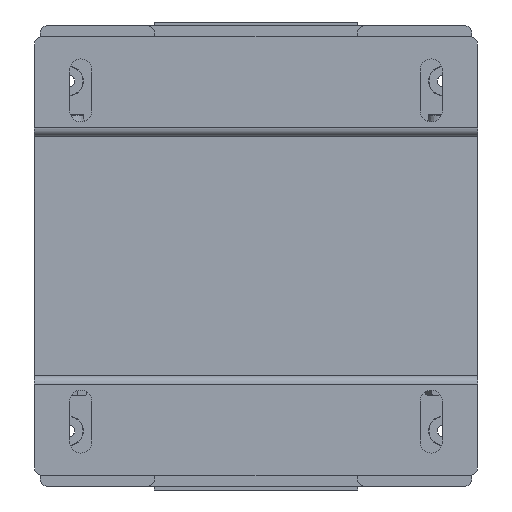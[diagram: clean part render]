
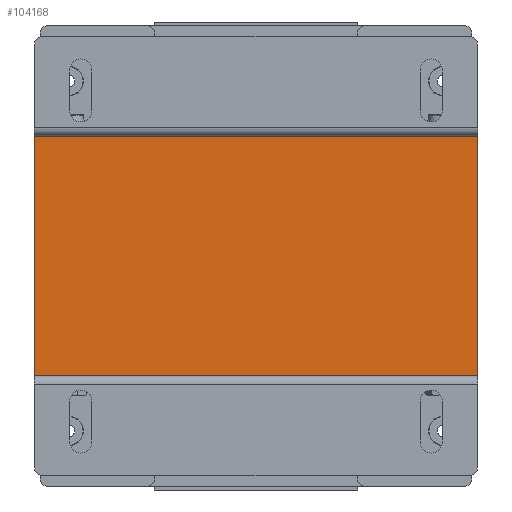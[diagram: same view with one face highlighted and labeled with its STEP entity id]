
A CAD part, front view. The second image highlights one B-rep face of the part: STEP entity #104168.
In plain terms, the highlighted planar face has unit normal (0, -1, 0).
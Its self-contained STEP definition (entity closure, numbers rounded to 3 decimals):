
#2804 = CARTESIAN_POINT ( 'NONE',  ( -129.79, -42.814, 127.652 ) ) ;
#3924 = AXIS2_PLACEMENT_3D ( 'NONE', #152354, #116494, #20984 ) ;
#13506 = EDGE_CURVE ( 'NONE', #15781, #139073, #148486, .T. ) ;
#15781 = VERTEX_POINT ( 'NONE', #96598 ) ;
#20984 = DIRECTION ( 'NONE',  ( -1., 0., 0. ) ) ;
#21472 = CARTESIAN_POINT ( 'NONE',  ( -249.79, -42.814, 62.882 ) ) ;
#29029 = FACE_OUTER_BOUND ( 'NONE', #91214, .T. ) ;
#29577 = ORIENTED_EDGE ( 'NONE', *, *, #33654, .T. ) ;
#33654 = EDGE_CURVE ( 'NONE', #111199, #139073, #69723, .T. ) ;
#42080 = LINE ( 'NONE', #100980, #61451 ) ;
#42414 = EDGE_CURVE ( 'NONE', #69712, #15781, #122297, .T. ) ;
#50977 = ORIENTED_EDGE ( 'NONE', *, *, #42414, .F. ) ;
#51717 = CARTESIAN_POINT ( 'NONE',  ( -249.79, -42.814, 127.652 ) ) ;
#61451 = VECTOR ( 'NONE', #140795, 1000. ) ;
#69712 = VERTEX_POINT ( 'NONE', #51717 ) ;
#69723 = LINE ( 'NONE', #132633, #150078 ) ;
#74400 = CARTESIAN_POINT ( 'NONE',  ( -129.79, -42.814, 127.652 ) ) ;
#77967 = VECTOR ( 'NONE', #87913, 1000. ) ;
#84060 = EDGE_CURVE ( 'NONE', #69712, #111199, #42080, .T. ) ;
#87913 = DIRECTION ( 'NONE',  ( 0., 0., -1. ) ) ;
#91214 = EDGE_LOOP ( 'NONE', ( #29577, #98820, #50977, #125072 ) ) ;
#94096 = CARTESIAN_POINT ( 'NONE',  ( -129.79, -42.814, 62.882 ) ) ;
#96598 = CARTESIAN_POINT ( 'NONE',  ( -129.79, -42.814, 127.652 ) ) ;
#98820 = ORIENTED_EDGE ( 'NONE', *, *, #13506, .F. ) ;
#100980 = CARTESIAN_POINT ( 'NONE',  ( -249.79, -42.814, 127.652 ) ) ;
#104168 = ADVANCED_FACE ( 'NONE', ( #29029 ), #126143, .F. ) ;
#111199 = VERTEX_POINT ( 'NONE', #21472 ) ;
#116494 = DIRECTION ( 'NONE',  ( 0., 1., 0. ) ) ;
#122297 = LINE ( 'NONE', #74400, #147494 ) ;
#123061 = DIRECTION ( 'NONE',  ( 1., 0., 0. ) ) ;
#125072 = ORIENTED_EDGE ( 'NONE', *, *, #84060, .T. ) ;
#126143 = PLANE ( 'NONE',  #3924 ) ;
#132633 = CARTESIAN_POINT ( 'NONE',  ( -129.79, -42.814, 62.882 ) ) ;
#139073 = VERTEX_POINT ( 'NONE', #94096 ) ;
#140795 = DIRECTION ( 'NONE',  ( 0., 0., -1. ) ) ;
#143028 = DIRECTION ( 'NONE',  ( 1., 0., 0. ) ) ;
#147494 = VECTOR ( 'NONE', #123061, 1000. ) ;
#148486 = LINE ( 'NONE', #2804, #77967 ) ;
#150078 = VECTOR ( 'NONE', #143028, 1000. ) ;
#152354 = CARTESIAN_POINT ( 'NONE',  ( -129.79, -42.814, 127.652 ) ) ;
